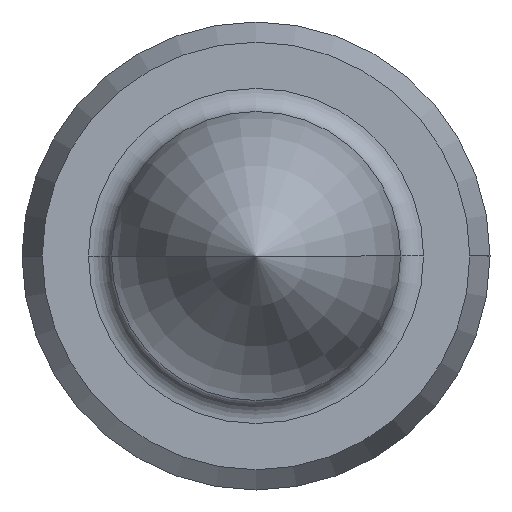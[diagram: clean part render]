
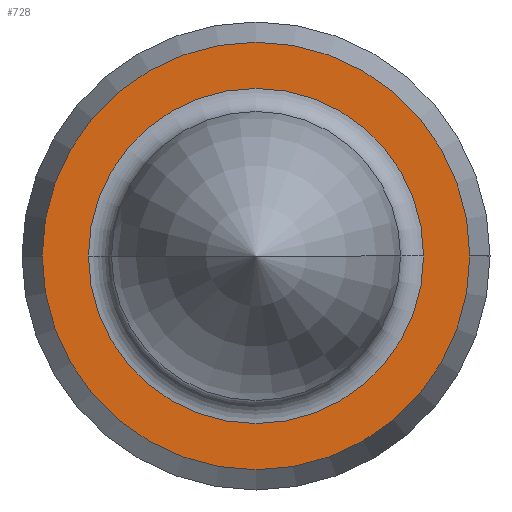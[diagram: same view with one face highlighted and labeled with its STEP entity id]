
A CAD part, left-side view. The second image highlights one B-rep face of the part: STEP entity #728.
In plain terms, the highlighted planar face has unit normal (-1, 0, 0).
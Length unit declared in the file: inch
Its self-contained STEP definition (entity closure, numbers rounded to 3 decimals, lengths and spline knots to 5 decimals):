
#3 = DIRECTION ( 'NONE',  ( 1., 0., 0. ) ) ;
#9 = DIRECTION ( 'NONE',  ( 0., 1., 0. ) ) ;
#29 = CARTESIAN_POINT ( 'NONE',  ( 0., 0.0185, 0. ) ) ;
#88 = VERTEX_POINT ( 'NONE', #29 ) ;
#99 = EDGE_LOOP ( 'NONE', ( #387, #374 ) ) ;
#112 = ORIENTED_EDGE ( 'NONE', *, *, #306, .T. ) ;
#132 = ORIENTED_EDGE ( 'NONE', *, *, #1383, .T. ) ;
#142 = EDGE_CURVE ( 'NONE', #88, #876, #167, .T. ) ;
#147 = AXIS2_PLACEMENT_3D ( 'NONE', #1277, #1380, #1384 ) ;
#167 = CIRCLE ( 'NONE', #759, 0.0185 ) ;
#185 = CARTESIAN_POINT ( 'NONE',  ( 0., 0., 0. ) ) ;
#191 = DIRECTION ( 'NONE',  ( 1., 0., 0. ) ) ;
#194 = DIRECTION ( 'NONE',  ( 0., 1., 0. ) ) ;
#281 = CIRCLE ( 'NONE', #582, 0.0145 ) ;
#299 = EDGE_CURVE ( 'NONE', #876, #88, #1410, .T. ) ;
#302 = CARTESIAN_POINT ( 'NONE',  ( 0., -0.0185, 0. ) ) ;
#306 = EDGE_CURVE ( 'NONE', #1024, #1216, #281, .T. ) ;
#374 = ORIENTED_EDGE ( 'NONE', *, *, #299, .F. ) ;
#387 = ORIENTED_EDGE ( 'NONE', *, *, #142, .F. ) ;
#452 = CARTESIAN_POINT ( 'NONE',  ( 0., 0., 0. ) ) ;
#453 = DIRECTION ( 'NONE',  ( 1., 0., 0. ) ) ;
#456 = DIRECTION ( 'NONE',  ( 0., 1., 0. ) ) ;
#463 = CARTESIAN_POINT ( 'NONE',  ( 0., 0., 0. ) ) ;
#465 = DIRECTION ( 'NONE',  ( 1., 0., 0. ) ) ;
#466 = DIRECTION ( 'NONE',  ( 0., 1., 0. ) ) ;
#474 = FACE_OUTER_BOUND ( 'NONE', #99, .T. ) ;
#582 = AXIS2_PLACEMENT_3D ( 'NONE', #463, #465, #466 ) ;
#598 = AXIS2_PLACEMENT_3D ( 'NONE', #452, #453, #456 ) ;
#677 = CIRCLE ( 'NONE', #1416, 0.0145 ) ;
#700 = EDGE_LOOP ( 'NONE', ( #112, #132 ) ) ;
#728 = ADVANCED_FACE ( 'NONE', ( #1310, #474 ), #1379, .T. ) ;
#759 = AXIS2_PLACEMENT_3D ( 'NONE', #185, #191, #194 ) ;
#846 = CARTESIAN_POINT ( 'NONE',  ( 0., -0.0145, 0. ) ) ;
#876 = VERTEX_POINT ( 'NONE', #302 ) ;
#884 = CARTESIAN_POINT ( 'NONE',  ( 0., 0., 0. ) ) ;
#1024 = VERTEX_POINT ( 'NONE', #1095 ) ;
#1095 = CARTESIAN_POINT ( 'NONE',  ( 0., 0.0145, 0. ) ) ;
#1216 = VERTEX_POINT ( 'NONE', #846 ) ;
#1277 = CARTESIAN_POINT ( 'NONE',  ( 0., 0.0145, 0. ) ) ;
#1310 = FACE_BOUND ( 'NONE', #700, .T. ) ;
#1379 = PLANE ( 'NONE',  #147 ) ;
#1380 = DIRECTION ( 'NONE',  ( -1., 0., 0. ) ) ;
#1383 = EDGE_CURVE ( 'NONE', #1216, #1024, #677, .T. ) ;
#1384 = DIRECTION ( 'NONE',  ( 0., -1., 0. ) ) ;
#1410 = CIRCLE ( 'NONE', #598, 0.0185 ) ;
#1416 = AXIS2_PLACEMENT_3D ( 'NONE', #884, #3, #9 ) ;
